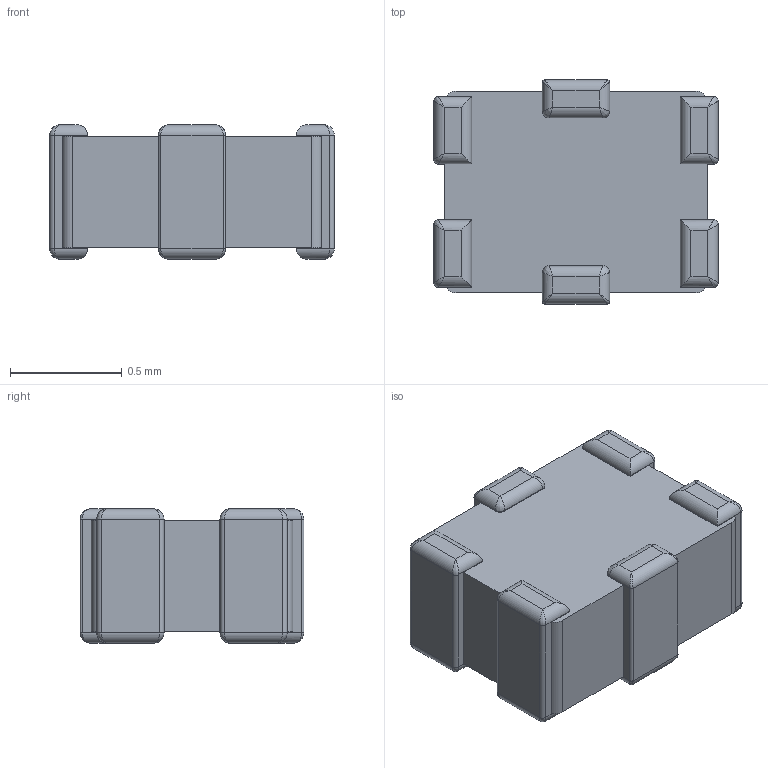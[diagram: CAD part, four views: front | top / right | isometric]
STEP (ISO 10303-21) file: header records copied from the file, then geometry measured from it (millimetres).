
FILE_DESCRIPTION(/* description */ ('Unknown'),/* implementation_level */ '2;1');
FILE_NAME(/* name */ 'LCFE121002A900TG',/* time_stamp */ '2023-03-06T10:22:04+02:00',/* author */ ('Unknown'),/* organization */ ('Unknown'),/* preprocessor_version */ 'ST-DEVELOPER v18.1',/* originating_system */ 'Solid Edge',/* authorisation */ 'Unknown');
FILE_SCHEMA (('AUTOMOTIVE_DESIGN {1 0 10303 214 3 1 1}'));
Length unit declared in the file: millimetre
Products named in the file (1): LCFE121002A900TG
Bounding box: 1.27 x 1 x 0.6 mm (x, y, z)
Volume: 0.6 mm3; surface area: 4.9 mm2
Topology: 1 solids, 1 shells, 154 faces, 376 edges, 192 vertices
Faces by surface type: cylinder 72, plane 50, bspline 32
Entity records: 5486 total; most frequent: CARTESIAN_POINT 1043, DIRECTION 718, ORIENTED_EDGE 688, EDGE_CURVE 344, AXIS2_PLACEMENT_3D 251, LINE 216, VECTOR 216, VERTEX_POINT 192
